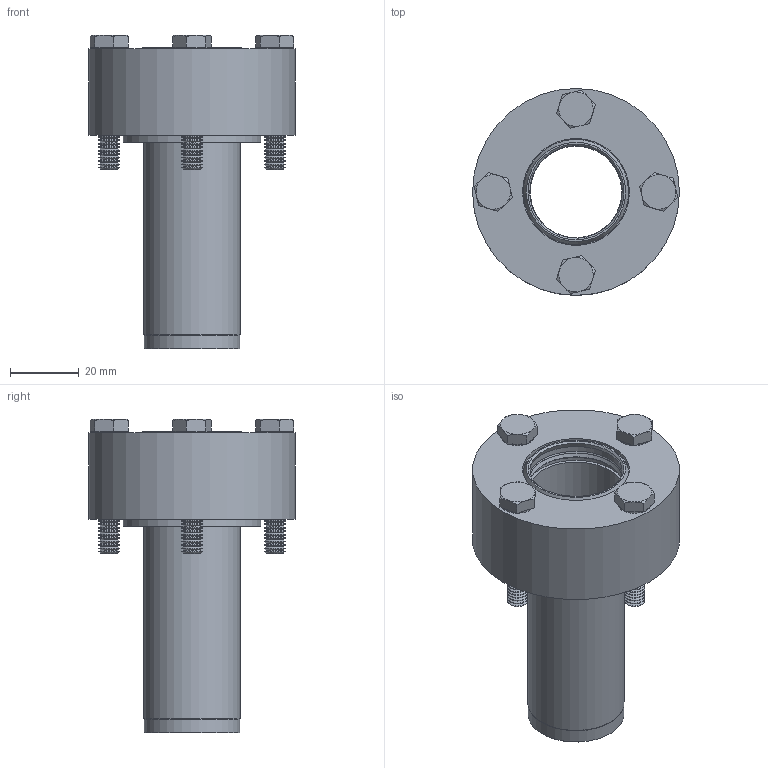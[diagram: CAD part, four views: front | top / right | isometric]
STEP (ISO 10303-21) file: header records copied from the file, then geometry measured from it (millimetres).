
FILE_DESCRIPTION (( 'STEP AP214' ), '1' );
FILE_NAME ('0186-0380_201123_PB01-48x25-80-P-SSC.STEP', '2020-11-23T10:09:30', ( '' ), ( '' ), 'SwSTEP 2.0', 'SolidWorks 2020', '' );
FILE_SCHEMA (( 'AUTOMOTIVE_DESIGN' ));
Length unit declared in the file: millimetre
Products named in the file (5): 0230-0254_6kt-schr_M6x35_INOX; 0180-1137_PBH01k-48x25-80-P-O2-SSC_PBH01-48x25-80-P-SSC; 0150-3224_PAW01-27_PAW01-12; 0180-0232_PBR01-48x25-SSC; 0186-0380_201123_PB01-48x25-80-P-SSC
Assembly tree (10 placements, depth 2):
  0186-0380_201123_PB01-48x25-80-P-SSC
    0180-0232_PBR01-48x25-SSC  x4
    0150-3224_PAW01-27_PAW01-12
    0230-0254_6kt-schr_M6x35_INOX  x4
    0180-1137_PBH01k-48x25-80-P-O2-SSC_PBH01-48x25-80-P-SSC
Bounding box: 60 x 60 x 91 mm (x, y, z)
Volume: 194252.3 mm3; surface area: 80802 mm2
Topology: 10 solids, 10 shells, 427 faces, 859 edges, 480 vertices
Faces by surface type: cone 189, cylinder 131, plane 96, torus 11
Full cylindrical faces by diameter (mm): 6 x76, 6.3 x16, 10 x4, 27.2 x1, 27.25 x1, 27.8 x2, 27.9 x1, 29 x4, 30 x2, 31 x4, 34 x7, 36.48 x1, 37.4 x4, 40 x4, 60 x4
Entity records: 3192 total; most frequent: DIRECTION 580, CARTESIAN_POINT 515, ORIENTED_EDGE 324, AXIS2_PLACEMENT_3D 281, EDGE_LOOP 260, FACE_OUTER_BOUND 182, EDGE_CURVE 162, VERTEX_POINT 144
